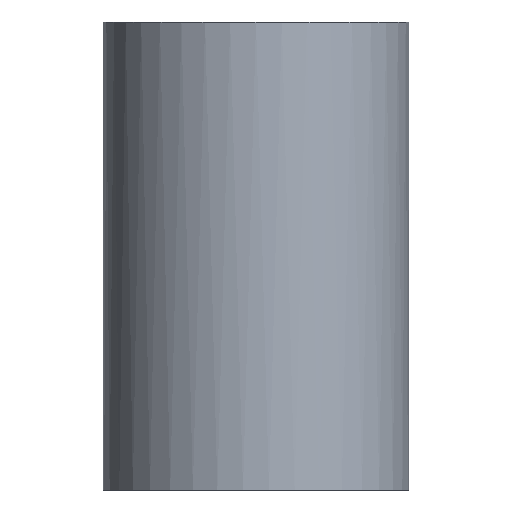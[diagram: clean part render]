
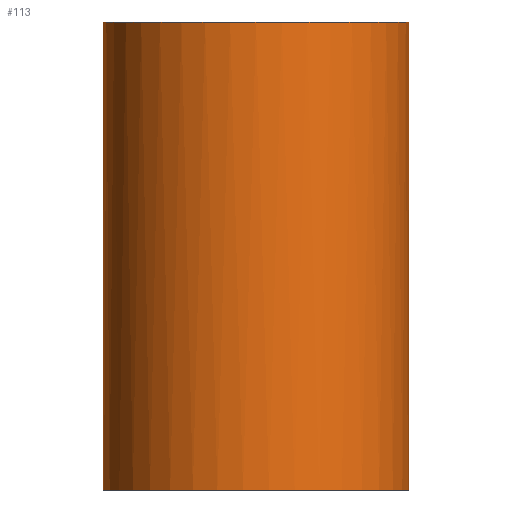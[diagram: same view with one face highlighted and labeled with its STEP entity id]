
A CAD part, left-side view. The second image highlights one B-rep face of the part: STEP entity #113.
In plain terms, the highlighted cylindrical face has radius 10.1 mm (diameter 20.2 mm), a partial arc.
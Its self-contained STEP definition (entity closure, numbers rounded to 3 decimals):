
#113 = ADVANCED_FACE( '', ( #222 ), #223, .T. );
#222 = FACE_OUTER_BOUND( '', #401, .T. );
#223 = CYLINDRICAL_SURFACE( '', #402, 10.1 );
#401 = EDGE_LOOP( '', ( #784, #785, #786, #787, #788, #789 ) );
#402 = AXIS2_PLACEMENT_3D( '', #790, #791, #792 );
#784 = ORIENTED_EDGE( '', *, *, #1048, .F. );
#785 = ORIENTED_EDGE( '', *, *, #1178, .T. );
#786 = ORIENTED_EDGE( '', *, *, #1112, .T. );
#787 = ORIENTED_EDGE( '', *, *, #1179, .T. );
#788 = ORIENTED_EDGE( '', *, *, #1110, .T. );
#789 = ORIENTED_EDGE( '', *, *, #1180, .T. );
#790 = CARTESIAN_POINT( '', ( 0., 0., -57. ) );
#791 = DIRECTION( '', ( 0., 0., 1. ) );
#792 = DIRECTION( '', ( -1., 0., 0. ) );
#1048 = EDGE_CURVE( '', #1246, #1248, #1249, .T. );
#1110 = EDGE_CURVE( '', #1355, #1353, #1356, .T. );
#1112 = EDGE_CURVE( '', #1359, #1357, #1360, .T. );
#1178 = EDGE_CURVE( '', #1246, #1359, #1470, .F. );
#1179 = EDGE_CURVE( '', #1357, #1355, #1471, .T. );
#1180 = EDGE_CURVE( '', #1353, #1248, #1472, .T. );
#1246 = VERTEX_POINT( '', #1566 );
#1248 = VERTEX_POINT( '', #1569 );
#1249 = CIRCLE( '', #1570, 10.1 );
#1353 = VERTEX_POINT( '', #1941 );
#1355 = VERTEX_POINT( '', #1944 );
#1356 = B_SPLINE_CURVE_WITH_KNOTS( '', 3, ( #1945, #1946, #1947, #1948, #1949, #1950, #1951, #1952, #1953, #1954, #1955, #1956, #1957, #1958, #1959, #1960, #1961, #1962, #1963, #1964, #1965, #1966 ), .UNSPECIFIED., .F., .F., ( 4, 1, 1, 1, 1, 1, 1, 1, 1, 1, 1, 1, 1, 1, 1, 1, 1, 1, 1, 4 ), ( 0., 0.027, 0.054, 0.081, 0.11, 0.138, 0.168, 0.197, 0.228, 0.349, 0.468, 0.603, 0.723, 0.766, 0.807, 0.847, 0.887, 0.925, 0.963, 1. ), .UNSPECIFIED. );
#1357 = VERTEX_POINT( '', #1967 );
#1359 = VERTEX_POINT( '', #1981 );
#1360 = B_SPLINE_CURVE_WITH_KNOTS( '', 3, ( #1982, #1983, #1984, #1985, #1986, #1987, #1988, #1989, #1990, #1991, #1992, #1993, #1994, #1995, #1996, #1997, #1998, #1999, #2000, #2001, #2002, #2003, #2004, #2005, #2006, #2007, #2008, #2009, #2010, #2011, #2012 ), .UNSPECIFIED., .F., .F., ( 4, 1, 1, 1, 1, 1, 1, 1, 1, 1, 1, 1, 1, 1, 1, 1, 1, 1, 1, 1, 1, 1, 1, 1, 1, 1, 1, 1, 4 ), ( 0., 0.021, 0.042, 0.063, 0.085, 0.107, 0.129, 0.152, 0.176, 0.2, 0.224, 0.249, 0.275, 0.301, 0.328, 0.355, 0.383, 0.411, 0.441, 0.47, 0.501, 0.532, 0.651, 0.771, 0.82, 0.867, 0.913, 0.957, 1. ), .UNSPECIFIED. );
#1470 = LINE( '', #2225, #2226 );
#1471 = CIRCLE( '', #2227, 10.1 );
#1472 = LINE( '', #2228, #2229 );
#1566 = CARTESIAN_POINT( '', ( 3.784, -9.364, -10.878 ) );
#1569 = CARTESIAN_POINT( '', ( 3.784, 9.364, -10.878 ) );
#1570 = AXIS2_PLACEMENT_3D( '', #2351, #2352, #2353 );
#1941 = CARTESIAN_POINT( '', ( 3.784, 9.364, 8.877 ) );
#1944 = CARTESIAN_POINT( '', ( 8.347, 5.687, 20. ) );
#1945 = CARTESIAN_POINT( '', ( 8.347, 5.687, 20. ) );
#1946 = CARTESIAN_POINT( '', ( 8.299, 5.755, 19.921 ) );
#1947 = CARTESIAN_POINT( '', ( 8.204, 5.893, 19.761 ) );
#1948 = CARTESIAN_POINT( '', ( 8.058, 6.091, 19.513 ) );
#1949 = CARTESIAN_POINT( '', ( 7.906, 6.287, 19.256 ) );
#1950 = CARTESIAN_POINT( '', ( 7.75, 6.478, 18.989 ) );
#1951 = CARTESIAN_POINT( '', ( 7.59, 6.665, 18.713 ) );
#1952 = CARTESIAN_POINT( '', ( 7.425, 6.848, 18.428 ) );
#1953 = CARTESIAN_POINT( '', ( 7.256, 7.027, 18.133 ) );
#1954 = CARTESIAN_POINT( '', ( 6.911, 7.375, 17.527 ) );
#1955 = CARTESIAN_POINT( '', ( 6.39, 7.839, 16.593 ) );
#1956 = CARTESIAN_POINT( '', ( 5.683, 8.364, 15.241 ) );
#1957 = CARTESIAN_POINT( '', ( 5.012, 8.779, 13.835 ) );
#1958 = CARTESIAN_POINT( '', ( 4.539, 9.025, 12.67 ) );
#1959 = CARTESIAN_POINT( '', ( 4.266, 9.156, 11.845 ) );
#1960 = CARTESIAN_POINT( '', ( 4.12, 9.222, 11.335 ) );
#1961 = CARTESIAN_POINT( '', ( 4., 9.274, 10.832 ) );
#1962 = CARTESIAN_POINT( '', ( 3.905, 9.315, 10.335 ) );
#1963 = CARTESIAN_POINT( '', ( 3.837, 9.343, 9.843 ) );
#1964 = CARTESIAN_POINT( '', ( 3.794, 9.36, 9.358 ) );
#1965 = CARTESIAN_POINT( '', ( 3.787, 9.363, 9.036 ) );
#1966 = CARTESIAN_POINT( '', ( 3.784, 9.364, 8.877 ) );
#1967 = CARTESIAN_POINT( '', ( 8.347, -5.687, 20. ) );
#1981 = CARTESIAN_POINT( '', ( 3.784, -9.364, 8.877 ) );
#1982 = CARTESIAN_POINT( '', ( 3.784, -9.364, 8.877 ) );
#1983 = CARTESIAN_POINT( '', ( 3.785, -9.364, 8.965 ) );
#1984 = CARTESIAN_POINT( '', ( 3.787, -9.363, 9.144 ) );
#1985 = CARTESIAN_POINT( '', ( 3.801, -9.358, 9.414 ) );
#1986 = CARTESIAN_POINT( '', ( 3.823, -9.348, 9.688 ) );
#1987 = CARTESIAN_POINT( '', ( 3.856, -9.335, 9.965 ) );
#1988 = CARTESIAN_POINT( '', ( 3.897, -9.318, 10.247 ) );
#1989 = CARTESIAN_POINT( '', ( 3.947, -9.297, 10.533 ) );
#1990 = CARTESIAN_POINT( '', ( 4.007, -9.271, 10.822 ) );
#1991 = CARTESIAN_POINT( '', ( 4.075, -9.241, 11.116 ) );
#1992 = CARTESIAN_POINT( '', ( 4.153, -9.207, 11.414 ) );
#1993 = CARTESIAN_POINT( '', ( 4.239, -9.168, 11.715 ) );
#1994 = CARTESIAN_POINT( '', ( 4.334, -9.123, 12.021 ) );
#1995 = CARTESIAN_POINT( '', ( 4.438, -9.073, 12.33 ) );
#1996 = CARTESIAN_POINT( '', ( 4.549, -9.018, 12.643 ) );
#1997 = CARTESIAN_POINT( '', ( 4.669, -8.956, 12.961 ) );
#1998 = CARTESIAN_POINT( '', ( 4.797, -8.888, 13.282 ) );
#1999 = CARTESIAN_POINT( '', ( 4.933, -8.814, 13.607 ) );
#2000 = CARTESIAN_POINT( '', ( 5.076, -8.732, 13.936 ) );
#2001 = CARTESIAN_POINT( '', ( 5.227, -8.643, 14.269 ) );
#2002 = CARTESIAN_POINT( '', ( 5.384, -8.546, 14.606 ) );
#2003 = CARTESIAN_POINT( '', ( 5.548, -8.44, 14.947 ) );
#2004 = CARTESIAN_POINT( '', ( 5.877, -8.22, 15.615 ) );
#2005 = CARTESIAN_POINT( '', ( 6.386, -7.841, 16.59 ) );
#2006 = CARTESIAN_POINT( '', ( 6.941, -7.348, 17.582 ) );
#2007 = CARTESIAN_POINT( '', ( 7.352, -6.929, 18.301 ) );
#2008 = CARTESIAN_POINT( '', ( 7.619, -6.635, 18.763 ) );
#2009 = CARTESIAN_POINT( '', ( 7.873, -6.33, 19.199 ) );
#2010 = CARTESIAN_POINT( '', ( 8.116, -6.017, 19.612 ) );
#2011 = CARTESIAN_POINT( '', ( 8.271, -5.796, 19.872 ) );
#2012 = CARTESIAN_POINT( '', ( 8.347, -5.687, 20. ) );
#2225 = CARTESIAN_POINT( '', ( 3.784, -9.364, -57. ) );
#2226 = VECTOR( '', #2511, 1000. );
#2227 = AXIS2_PLACEMENT_3D( '', #2512, #2513, #2514 );
#2228 = CARTESIAN_POINT( '', ( 3.784, 9.364, -57. ) );
#2229 = VECTOR( '', #2515, 1000. );
#2351 = CARTESIAN_POINT( '', ( 0., 0., -10.878 ) );
#2352 = DIRECTION( '', ( 0., 0., -1. ) );
#2353 = DIRECTION( '', ( -1., 0., 0. ) );
#2511 = DIRECTION( '', ( 0., 0., -1. ) );
#2512 = CARTESIAN_POINT( '', ( 0., 0., 20. ) );
#2513 = DIRECTION( '', ( 0., 0., -1. ) );
#2514 = DIRECTION( '', ( -1., 0., 0. ) );
#2515 = DIRECTION( '', ( 0., 0., -1. ) );
